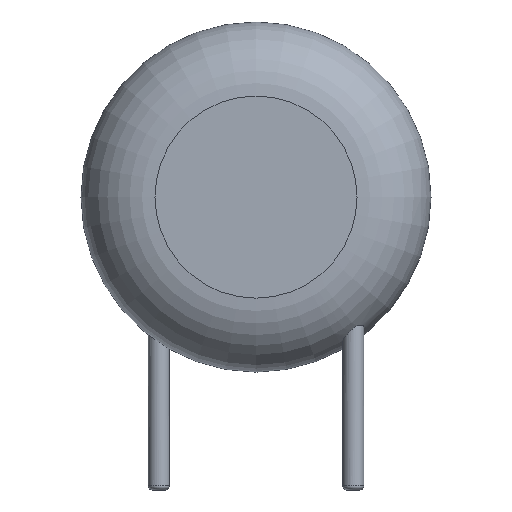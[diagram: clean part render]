
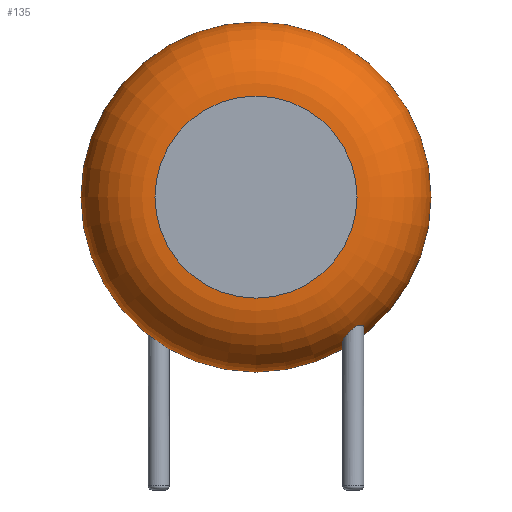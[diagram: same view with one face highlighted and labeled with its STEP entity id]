
A CAD part, front view. The second image highlights one B-rep face of the part: STEP entity #135.
In plain terms, the highlighted toroidal (fillet/blend) face has major radius 2.598 mm and minor radius 1.902 mm.
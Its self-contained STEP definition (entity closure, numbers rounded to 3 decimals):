
#24 = VERTEX_POINT('',#25);
#25 = CARTESIAN_POINT('',(7.,-0.848,4.53));
#31 = EDGE_CURVE('',#24,#24,#32,.T.);
#32 = CIRCLE('',#33,4.5);
#33 = AXIS2_PLACEMENT_3D('',#34,#35,#36);
#34 = CARTESIAN_POINT('',(2.5,-0.848,4.53));
#35 = DIRECTION('',(0.,-1.,0.));
#36 = DIRECTION('',(1.,0.,0.));
#135 = ADVANCED_FACE('',(#136,#156),#224,.T.);
#136 = FACE_BOUND('',#137,.T.);
#137 = EDGE_LOOP('',(#138,#139,#148,#155));
#138 = ORIENTED_EDGE('',*,*,#31,.T.);
#139 = ORIENTED_EDGE('',*,*,#140,.T.);
#140 = EDGE_CURVE('',#24,#141,#143,.T.);
#141 = VERTEX_POINT('',#142);
#142 = CARTESIAN_POINT('',(5.098,-2.75,4.53));
#143 = CIRCLE('',#144,1.902);
#144 = AXIS2_PLACEMENT_3D('',#145,#146,#147);
#145 = CARTESIAN_POINT('',(5.098,-0.848,4.53));
#146 = DIRECTION('',(0.,0.,-1.));
#147 = DIRECTION('',(1.,0.,0.));
#148 = ORIENTED_EDGE('',*,*,#149,.F.);
#149 = EDGE_CURVE('',#141,#141,#150,.T.);
#150 = CIRCLE('',#151,2.598);
#151 = AXIS2_PLACEMENT_3D('',#152,#153,#154);
#152 = CARTESIAN_POINT('',(2.5,-2.75,4.53));
#153 = DIRECTION('',(0.,-1.,0.));
#154 = DIRECTION('',(1.,0.,0.));
#155 = ORIENTED_EDGE('',*,*,#140,.F.);
#156 = FACE_BOUND('',#157,.T.);
#157 = EDGE_LOOP('',(#158,#177));
#158 = ORIENTED_EDGE('',*,*,#159,.T.);
#159 = EDGE_CURVE('',#160,#162,#164,.T.);
#160 = VERTEX_POINT('',#161);
#161 = CARTESIAN_POINT('',(5.27,-1.6,1.183));
#162 = VERTEX_POINT('',#163);
#163 = CARTESIAN_POINT('',(5.046,-1.334,0.897
));
#164 = B_SPLINE_CURVE_WITH_KNOTS('',6,(#165,#166,#167,#168,#169,#170,
#171,#172,#173,#174,#175,#176),.UNSPECIFIED.,.F.,.F.,(7,5,7),(
0.,0.564,1.),.UNSPECIFIED.);
#165 = CARTESIAN_POINT('',(5.27,-1.6,1.183));
#166 = CARTESIAN_POINT('',(5.27,-1.564,1.163));
#167 = CARTESIAN_POINT('',(5.264,-1.529,1.14
));
#168 = CARTESIAN_POINT('',(5.253,-1.495,1.114
));
#169 = CARTESIAN_POINT('',(5.237,-1.463,1.087
));
#170 = CARTESIAN_POINT('',(5.216,-1.435,1.059
));
#171 = CARTESIAN_POINT('',(5.172,-1.39,1.008
));
#172 = CARTESIAN_POINT('',(5.151,-1.373,0.985
));
#173 = CARTESIAN_POINT('',(5.127,-1.359,0.963)
);
#174 = CARTESIAN_POINT('',(5.101,-1.347,0.94
));
#175 = CARTESIAN_POINT('',(5.074,-1.339,0.918
));
#176 = CARTESIAN_POINT('',(5.046,-1.334,0.897
));
#177 = ORIENTED_EDGE('',*,*,#178,.T.);
#178 = EDGE_CURVE('',#162,#160,#179,.T.);
#179 = B_SPLINE_CURVE_WITH_KNOTS('',7,(#180,#181,#182,#183,#184,#185,
#186,#187,#188,#189,#190,#191,#192,#193,#194,#195,#196,#197,#198,
#199,#200,#201,#202,#203,#204,#205,#206,#207,#208,#209,#210,#211,
#212,#213,#214,#215,#216,#217,#218,#219,#220,#221,#222,#223),
.UNSPECIFIED.,.F.,.F.,(8,6,6,6,6,6,6,8),(0.,0.245,
0.399,0.542,0.679,0.808,
0.922,1.),.UNSPECIFIED.);
#180 = CARTESIAN_POINT('',(5.046,-1.334,0.897
));
#181 = CARTESIAN_POINT('',(5.001,-1.326,0.862
));
#182 = CARTESIAN_POINT('',(4.953,-1.327,0.83
));
#183 = CARTESIAN_POINT('',(4.904,-1.338,0.802
));
#184 = CARTESIAN_POINT('',(4.859,-1.359,0.78
));
#185 = CARTESIAN_POINT('',(4.819,-1.39,0.765
));
#186 = CARTESIAN_POINT('',(4.787,-1.427,0.759
));
#187 = CARTESIAN_POINT('',(4.75,-1.494,0.764
));
#188 = CARTESIAN_POINT('',(4.739,-1.522,0.769
));
#189 = CARTESIAN_POINT('',(4.731,-1.551,0.777
));
#190 = CARTESIAN_POINT('',(4.728,-1.58,0.789
));
#191 = CARTESIAN_POINT('',(4.728,-1.609,0.803
));
#192 = CARTESIAN_POINT('',(4.731,-1.637,0.82
));
#193 = CARTESIAN_POINT('',(4.744,-1.689,0.857)
);
#194 = CARTESIAN_POINT('',(4.753,-1.713,0.877
));
#195 = CARTESIAN_POINT('',(4.764,-1.736,0.898
));
#196 = CARTESIAN_POINT('',(4.778,-1.758,0.92)
);
#197 = CARTESIAN_POINT('',(4.794,-1.778,0.944)
);
#198 = CARTESIAN_POINT('',(4.812,-1.796,0.967
));
#199 = CARTESIAN_POINT('',(4.851,-1.826,1.015
));
#200 = CARTESIAN_POINT('',(4.872,-1.84,1.038
));
#201 = CARTESIAN_POINT('',(4.894,-1.851,1.061
));
#202 = CARTESIAN_POINT('',(4.917,-1.859,1.084
));
#203 = CARTESIAN_POINT('',(4.942,-1.866,1.107
));
#204 = CARTESIAN_POINT('',(4.967,-1.869,1.128)
);
#205 = CARTESIAN_POINT('',(5.017,-1.871,1.166
));
#206 = CARTESIAN_POINT('',(5.041,-1.869,1.183
));
#207 = CARTESIAN_POINT('',(5.066,-1.864,1.198
));
#208 = CARTESIAN_POINT('',(5.09,-1.857,1.211)
);
#209 = CARTESIAN_POINT('',(5.114,-1.847,1.221
));
#210 = CARTESIAN_POINT('',(5.136,-1.835,1.229)
);
#211 = CARTESIAN_POINT('',(5.175,-1.807,1.24)
);
#212 = CARTESIAN_POINT('',(5.192,-1.792,1.242
));
#213 = CARTESIAN_POINT('',(5.207,-1.776,1.243
));
#214 = CARTESIAN_POINT('',(5.221,-1.758,1.242)
);
#215 = CARTESIAN_POINT('',(5.233,-1.739,1.238
));
#216 = CARTESIAN_POINT('',(5.243,-1.719,1.233
));
#217 = CARTESIAN_POINT('',(5.257,-1.685,1.222)
);
#218 = CARTESIAN_POINT('',(5.261,-1.672,1.217
));
#219 = CARTESIAN_POINT('',(5.265,-1.657,1.212)
);
#220 = CARTESIAN_POINT('',(5.267,-1.643,1.205
));
#221 = CARTESIAN_POINT('',(5.269,-1.629,1.198
));
#222 = CARTESIAN_POINT('',(5.27,-1.614,1.191));
#223 = CARTESIAN_POINT('',(5.27,-1.6,1.183));
#224 = TOROIDAL_SURFACE('',#225,2.598,1.902);
#225 = AXIS2_PLACEMENT_3D('',#226,#227,#228);
#226 = CARTESIAN_POINT('',(2.5,-0.848,4.53));
#227 = DIRECTION('',(0.,-1.,0.));
#228 = DIRECTION('',(1.,0.,0.));
